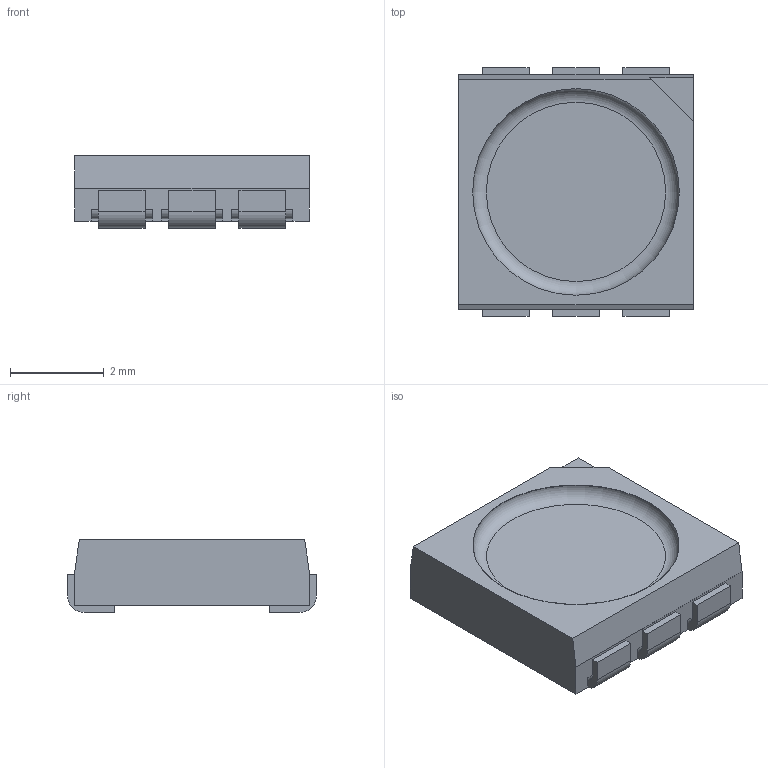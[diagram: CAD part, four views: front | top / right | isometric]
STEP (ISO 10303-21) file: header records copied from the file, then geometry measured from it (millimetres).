
FILE_DESCRIPTION(('FreeCAD Model'),'2;1');
FILE_NAME('Fusion004.step', '2016-06-08T12:24:59',('Author'),(''), 'Open CASCADE STEP processor 6.8','FreeCAD','Unknown');
FILE_SCHEMA(('AUTOMOTIVE_DESIGN_CC2 { 1 2 10303 214 -1 1 5 4 }'));
Length unit declared in the file: millimetre
Products named in the file (2): ASSEMBLY; Fusion004
Assembly tree (1 placements, depth 2):
  ASSEMBLY
    Fusion004
Bounding box: 5 x 5.3 x 1.55 mm (x, y, z)
Volume: 31.4 mm3; surface area: 86.4 mm2
Topology: 1 solids, 1 shells, 91 faces, 275 edges, 187 vertices
Faces by surface type: plane 71, cylinder 19, torus 1
Full cylindrical faces by diameter (mm): 4.4 x1
Entity records: 7236 total; most frequent: CARTESIAN_POINT 1361, DIRECTION 890, LINE 605, VECTOR 605, ORIENTED_EDGE 550, PCURVE 550, DEFINITIONAL_REPRESENTATION 550, EDGE_CURVE 275
